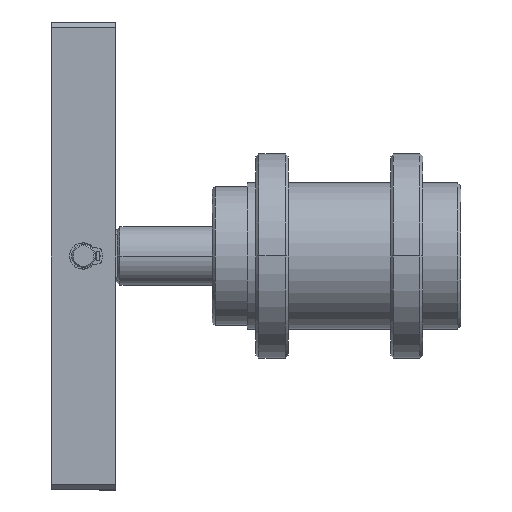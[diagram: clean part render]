
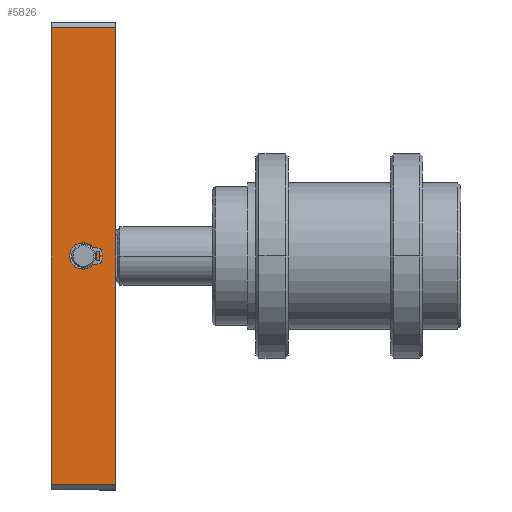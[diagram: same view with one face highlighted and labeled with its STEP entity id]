
A CAD part, left-side view. The second image highlights one B-rep face of the part: STEP entity #5826.
In plain terms, the highlighted face is planar.
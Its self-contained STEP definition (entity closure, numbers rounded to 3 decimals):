
#70 = VECTOR ( 'NONE', #2272, 1000. ) ;
#73 = LINE ( 'NONE', #2274, #70 ) ;
#100 = VECTOR ( 'NONE', #2313, 1000. ) ;
#106 = CIRCLE ( 'NONE', #1794, 4.5 ) ;
#111 = LINE ( 'NONE', #2326, #100 ) ;
#132 = CIRCLE ( 'NONE', #1814, 4.5 ) ;
#137 = ORIENTED_EDGE ( 'NONE', *, *, #919, .T. ) ;
#262 = ORIENTED_EDGE ( 'NONE', *, *, #949, .T. ) ;
#268 = ORIENTED_EDGE ( 'NONE', *, *, #4975, .T. ) ;
#270 = ORIENTED_EDGE ( 'NONE', *, *, #988, .T. ) ;
#271 = ORIENTED_EDGE ( 'NONE', *, *, #724, .F. ) ;
#340 = LINE ( 'NONE', #6489, #502 ) ;
#502 = VECTOR ( 'NONE', #6487, 1000. ) ;
#587 = ORIENTED_EDGE ( 'NONE', *, *, #953, .T. ) ;
#724 = EDGE_CURVE ( 'NONE', #1420, #1424, #340, .T. ) ;
#919 = EDGE_CURVE ( 'NONE', #1407, #1410, #132, .T. ) ;
#949 = EDGE_CURVE ( 'NONE', #1410, #1407, #106, .T. ) ;
#953 = EDGE_CURVE ( 'NONE', #1411, #1424, #111, .T. ) ;
#988 = EDGE_CURVE ( 'NONE', #1418, #1411, #73, .T. ) ;
#1407 = VERTEX_POINT ( 'NONE', #2151 ) ;
#1410 = VERTEX_POINT ( 'NONE', #2156 ) ;
#1411 = VERTEX_POINT ( 'NONE', #2149 ) ;
#1418 = VERTEX_POINT ( 'NONE', #2141 ) ;
#1420 = VERTEX_POINT ( 'NONE', #2139 ) ;
#1424 = VERTEX_POINT ( 'NONE', #2135 ) ;
#1794 = AXIS2_PLACEMENT_3D ( 'NONE', #2325, #2323, #2322 ) ;
#1814 = AXIS2_PLACEMENT_3D ( 'NONE', #2396, #2395, #2394 ) ;
#2076 = AXIS2_PLACEMENT_3D ( 'NONE', #5036, #5028, #5027 ) ;
#2135 = CARTESIAN_POINT ( 'NONE',  ( 2., 22., -22. ) ) ;
#2139 = CARTESIAN_POINT ( 'NONE',  ( 158., 22., -22. ) ) ;
#2141 = CARTESIAN_POINT ( 'NONE',  ( 158., 0., -22. ) ) ;
#2149 = CARTESIAN_POINT ( 'NONE',  ( 2., 0., -22. ) ) ;
#2151 = CARTESIAN_POINT ( 'NONE',  ( 75.5, 11., -22. ) ) ;
#2156 = CARTESIAN_POINT ( 'NONE',  ( 84.5, 11., -22. ) ) ;
#2272 = DIRECTION ( 'NONE',  ( -1., 0., 0. ) ) ;
#2274 = CARTESIAN_POINT ( 'NONE',  ( 0., 0., -22. ) ) ;
#2313 = DIRECTION ( 'NONE',  ( 0., 1., 0. ) ) ;
#2322 = DIRECTION ( 'NONE',  ( 1., 0., 0. ) ) ;
#2323 = DIRECTION ( 'NONE',  ( 0., 0., 1. ) ) ;
#2325 = CARTESIAN_POINT ( 'NONE',  ( 80., 11., -22. ) ) ;
#2326 = CARTESIAN_POINT ( 'NONE',  ( 2., 22., -22. ) ) ;
#2394 = DIRECTION ( 'NONE',  ( 1., 0., 0. ) ) ;
#2395 = DIRECTION ( 'NONE',  ( 0., 0., 1. ) ) ;
#2396 = CARTESIAN_POINT ( 'NONE',  ( 80., 11., -22. ) ) ;
#3772 = DIRECTION ( 'NONE',  ( 0., -1., 0. ) ) ;
#3773 = CARTESIAN_POINT ( 'NONE',  ( 158., 22., -22. ) ) ;
#4975 = EDGE_CURVE ( 'NONE', #1420, #1418, #6153, .T. ) ;
#5027 = DIRECTION ( 'NONE',  ( 1., 0., 0. ) ) ;
#5028 = DIRECTION ( 'NONE',  ( 0., 0., 1. ) ) ;
#5036 = CARTESIAN_POINT ( 'NONE',  ( 0., 22., -22. ) ) ;
#5037 = PLANE ( 'NONE',  #2076 ) ;
#5181 = EDGE_LOOP ( 'NONE', ( #270, #587, #271, #268 ) ) ;
#5306 = EDGE_LOOP ( 'NONE', ( #137, #262 ) ) ;
#5826 = ADVANCED_FACE ( 'NONE', ( #5948, #5945 ), #5037, .F. ) ;
#5945 = FACE_OUTER_BOUND ( 'NONE', #5181, .T. ) ;
#5948 = FACE_BOUND ( 'NONE', #5306, .T. ) ;
#6150 = VECTOR ( 'NONE', #3772, 1000. ) ;
#6153 = LINE ( 'NONE', #3773, #6150 ) ;
#6487 = DIRECTION ( 'NONE',  ( -1., 0., 0. ) ) ;
#6489 = CARTESIAN_POINT ( 'NONE',  ( 0., 22., -22. ) ) ;
